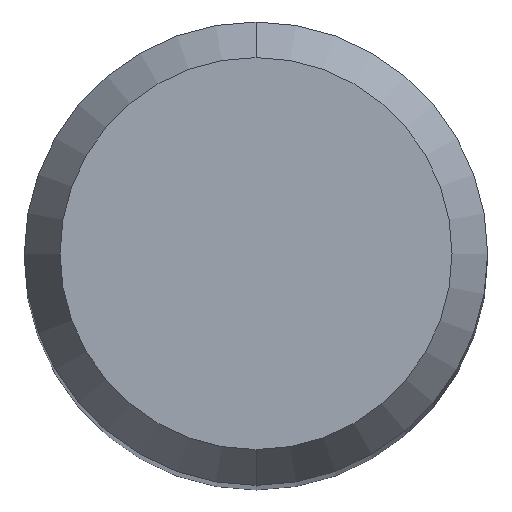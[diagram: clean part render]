
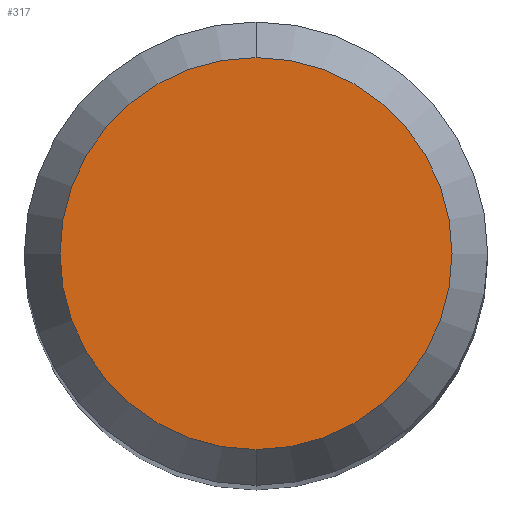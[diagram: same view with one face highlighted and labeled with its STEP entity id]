
A CAD part, top view. The second image highlights one B-rep face of the part: STEP entity #317.
In plain terms, the highlighted planar face has unit normal (0, 0, 1).
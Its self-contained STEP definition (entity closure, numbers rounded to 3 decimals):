
#203=EDGE_CURVE('',#247,#249,#498,.T.);
#247=VERTEX_POINT('',#545);
#249=VERTEX_POINT('',#547);
#317=ADVANCED_FACE('',(#626),#627,.T.);
#389=EDGE_CURVE('',#249,#247,#705,.T.);
#498=CIRCLE('',#867,2.538);
#545=CARTESIAN_POINT('',(0.0,2.538,0.0));
#547=CARTESIAN_POINT('',(0.,-2.538,0.0));
#626=FACE_OUTER_BOUND('',#1148,.T.);
#627=PLANE('',#1149);
#705=CIRCLE('',#1282,2.538);
#867=AXIS2_PLACEMENT_3D('',#1434,#1435,#1436);
#1148=EDGE_LOOP('',(#1592,#1593));
#1149=AXIS2_PLACEMENT_3D('',#1594,#1595,#1596);
#1282=AXIS2_PLACEMENT_3D('',#1668,#1669,#1670);
#1434=CARTESIAN_POINT('',(0.0,0.0,0.0));
#1435=DIRECTION('',(0.0,0.0,-1.0));
#1436=DIRECTION('',(0.0,1.0,0.0));
#1592=ORIENTED_EDGE('',*,*,#203,.F.);
#1593=ORIENTED_EDGE('',*,*,#389,.F.);
#1594=CARTESIAN_POINT('',(0.0,1.269,0.0));
#1595=DIRECTION('',(-0.0,0.0,1.0));
#1596=DIRECTION('',(0.0,-1.0,0.0));
#1668=CARTESIAN_POINT('',(0.0,0.0,0.0));
#1669=DIRECTION('',(0.0,0.0,-1.0));
#1670=DIRECTION('',(0.0,1.0,0.0));
